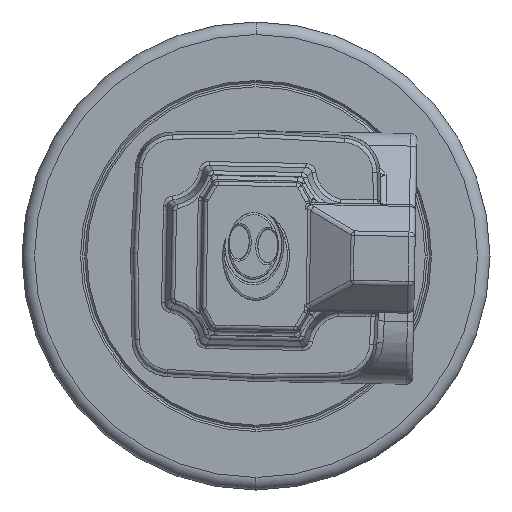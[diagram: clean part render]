
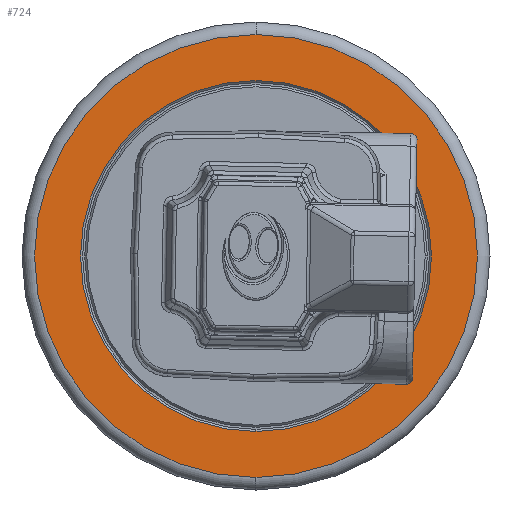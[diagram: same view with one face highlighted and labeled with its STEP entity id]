
A CAD part, left-side view. The second image highlights one B-rep face of the part: STEP entity #724.
In plain terms, the highlighted planar face has unit normal (-1, 0, 0).
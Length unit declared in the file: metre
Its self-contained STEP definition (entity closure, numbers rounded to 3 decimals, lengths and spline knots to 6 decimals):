
#631 = EDGE_CURVE ( 'NONE', #635, #649, #5857, .T. ) ;
#635 = VERTEX_POINT ( 'NONE', #5884 ) ;
#649 = VERTEX_POINT ( 'NONE', #5858 ) ;
#659 = VERTEX_POINT ( 'NONE', #5866 ) ;
#660 = VERTEX_POINT ( 'NONE', #5897 ) ;
#706 = EDGE_CURVE ( 'NONE', #649, #635, #5959, .T. ) ;
#720 = EDGE_LOOP ( 'NONE', ( #727, #763 ) ) ;
#722 = EDGE_CURVE ( 'NONE', #659, #660, #5944, .T. ) ;
#724 = ADVANCED_FACE ( 'NONE', ( #5981, #5974 ), #5960, .F. ) ;
#727 = ORIENTED_EDGE ( 'NONE', *, *, #631, .T. ) ;
#740 = EDGE_CURVE ( 'NONE', #660, #659, #6014, .T. ) ;
#748 = ORIENTED_EDGE ( 'NONE', *, *, #740, .T. ) ;
#749 = EDGE_LOOP ( 'NONE', ( #761, #748 ) ) ;
#761 = ORIENTED_EDGE ( 'NONE', *, *, #722, .T. ) ;
#763 = ORIENTED_EDGE ( 'NONE', *, *, #706, .T. ) ;
#5852 = DIRECTION ( 'NONE',  ( 0., 0., -1. ) ) ;
#5857 = CIRCLE ( 'NONE', #5882, 0.042 ) ;
#5858 = CARTESIAN_POINT ( 'NONE',  ( 0., 0., -0.042 ) ) ;
#5861 = DIRECTION ( 'NONE',  ( 1., 0., 0. ) ) ;
#5866 = CARTESIAN_POINT ( 'NONE',  ( 0., 0., 0.053 ) ) ;
#5879 = CARTESIAN_POINT ( 'NONE',  ( 0., 0., 0. ) ) ;
#5882 = AXIS2_PLACEMENT_3D ( 'NONE', #5879, #5861, #5852 ) ;
#5884 = CARTESIAN_POINT ( 'NONE',  ( 0., 0., 0.042 ) ) ;
#5897 = CARTESIAN_POINT ( 'NONE',  ( 0., 0., -0.053 ) ) ;
#5944 = CIRCLE ( 'NONE', #5976, 0.053 ) ;
#5945 = DIRECTION ( 'NONE',  ( 0., 0., -1. ) ) ;
#5947 = DIRECTION ( 'NONE',  ( 1., 0., 0. ) ) ;
#5951 = DIRECTION ( 'NONE',  ( 0., 0., -1. ) ) ;
#5952 = DIRECTION ( 'NONE',  ( 1., 0., 0. ) ) ;
#5959 = CIRCLE ( 'NONE', #5969, 0.042 ) ;
#5960 = PLANE ( 'NONE',  #5977 ) ;
#5963 = CARTESIAN_POINT ( 'NONE',  ( 0., 0.053, 0. ) ) ;
#5969 = AXIS2_PLACEMENT_3D ( 'NONE', #5971, #5947, #5945 ) ;
#5971 = CARTESIAN_POINT ( 'NONE',  ( 0., 0., 0. ) ) ;
#5974 = FACE_OUTER_BOUND ( 'NONE', #749, .T. ) ;
#5976 = AXIS2_PLACEMENT_3D ( 'NONE', #5993, #5979, #5978 ) ;
#5977 = AXIS2_PLACEMENT_3D ( 'NONE', #5963, #5952, #5951 ) ;
#5978 = DIRECTION ( 'NONE',  ( 0., 0., 1. ) ) ;
#5979 = DIRECTION ( 'NONE',  ( -1., 0., 0. ) ) ;
#5981 = FACE_BOUND ( 'NONE', #720, .T. ) ;
#5993 = CARTESIAN_POINT ( 'NONE',  ( 0., 0., 0. ) ) ;
#6014 = CIRCLE ( 'NONE', #6030, 0.053 ) ;
#6029 = CARTESIAN_POINT ( 'NONE',  ( 0., 0., 0. ) ) ;
#6030 = AXIS2_PLACEMENT_3D ( 'NONE', #6029, #6048, #6047 ) ;
#6047 = DIRECTION ( 'NONE',  ( 0., 0., 1. ) ) ;
#6048 = DIRECTION ( 'NONE',  ( -1., 0., 0. ) ) ;
